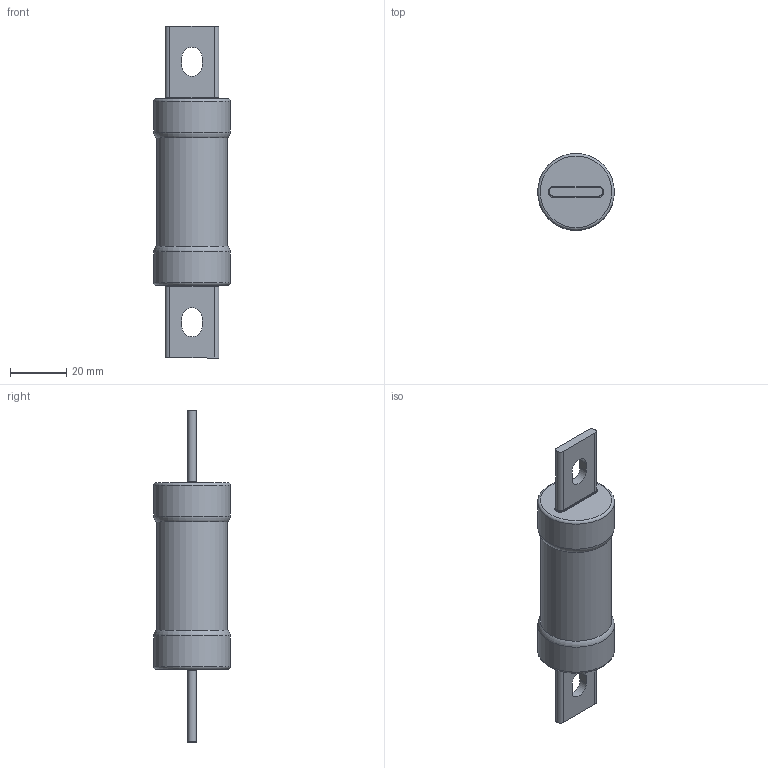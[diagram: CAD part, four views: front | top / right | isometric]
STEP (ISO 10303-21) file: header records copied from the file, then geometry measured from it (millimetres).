
FILE_DESCRIPTION (( 'STEP AP214' ), '1' );
FILE_NAME ('702185.STEP', '2017-07-06T19:53:17', ( '' ), ( '' ), 'SwSTEP 2.0', 'SolidWorks 2016', '' );
FILE_SCHEMA (( 'AUTOMOTIVE_DESIGN' ));
Length unit declared in the file: inch
Products named in the file (1): 702185
Bounding box: 27.3 x 27.3 x 118.11 mm (x, y, z)
Surface area: 10867.1 mm2 (no closed solid volume)
Topology: 0 solids, 7 shells, 37 faces, 119 edges, 86 vertices
Faces by surface type: cylinder 15, plane 12, torus 8, cone 2
Full cylindrical faces by diameter (mm): 25.222 x1, 27.305 x2
Entity records: 1764 total; most frequent: CARTESIAN_POINT 230, DIRECTION 228, ORIENTED_EDGE 164, EDGE_CURVE 108, VERTEX_POINT 84, AXIS2_PLACEMENT_3D 82, LINE 64, VECTOR 64
